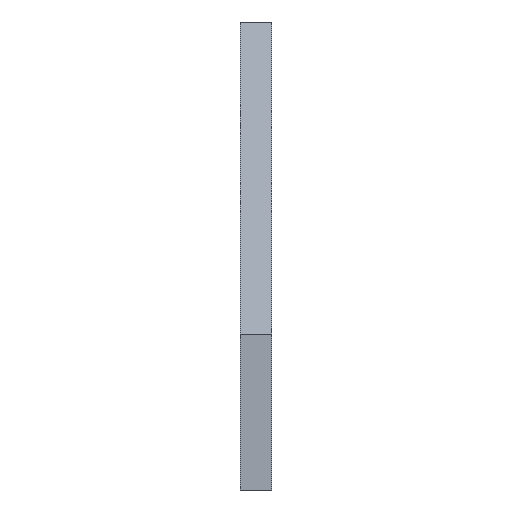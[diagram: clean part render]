
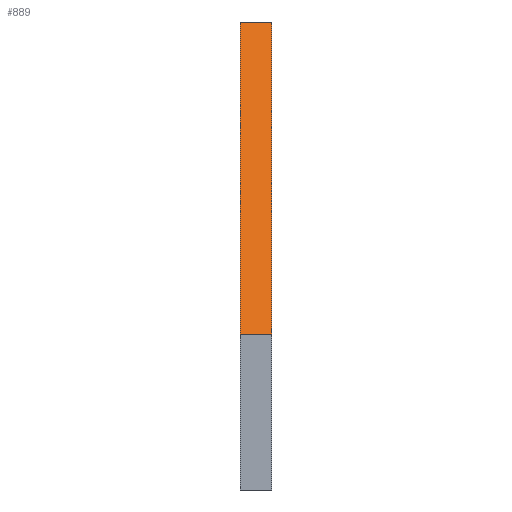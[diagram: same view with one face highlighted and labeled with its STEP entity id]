
A CAD part, left-side view. The second image highlights one B-rep face of the part: STEP entity #889.
In plain terms, the highlighted planar face has unit normal (-0.916, 0, 0.401).
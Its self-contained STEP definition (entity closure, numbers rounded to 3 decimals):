
#140 = PLANE('',#141);
#141 = AXIS2_PLACEMENT_3D('',#142,#143,#144);
#142 = CARTESIAN_POINT('',(0.,0.,25.172));
#143 = DIRECTION('',(0.,-1.,0.));
#144 = DIRECTION('',(0.,0.,-1.));
#192 = PLANE('',#193);
#193 = AXIS2_PLACEMENT_3D('',#194,#195,#196);
#194 = CARTESIAN_POINT('',(0.,-4.,25.172));
#195 = DIRECTION('',(0.,-1.,0.));
#196 = DIRECTION('',(0.,0.,-1.));
#297 = VERTEX_POINT('',#298);
#298 = CARTESIAN_POINT('',(-10.,0.,60.));
#312 = PLANE('',#313);
#313 = AXIS2_PLACEMENT_3D('',#314,#315,#316);
#314 = CARTESIAN_POINT('',(10.,0.,60.));
#315 = DIRECTION('',(0.,0.,-1.));
#316 = DIRECTION('',(-1.,0.,0.));
#324 = EDGE_CURVE('',#297,#325,#327,.T.);
#325 = VERTEX_POINT('',#326);
#326 = CARTESIAN_POINT('',(-27.5,0.,20.));
#327 = SURFACE_CURVE('',#328,(#332,#339),.PCURVE_S1.);
#328 = LINE('',#329,#330);
#329 = CARTESIAN_POINT('',(-10.,0.,60.));
#330 = VECTOR('',#331,1.);
#331 = DIRECTION('',(-0.401,0.,-0.916)
  );
#332 = PCURVE('',#140,#333);
#333 = DEFINITIONAL_REPRESENTATION('',(#334),#338);
#334 = LINE('',#335,#336);
#335 = CARTESIAN_POINT('',(-34.828,-10.));
#336 = VECTOR('',#337,1.);
#337 = DIRECTION('',(0.916,-0.401));
#338 = ( GEOMETRIC_REPRESENTATION_CONTEXT(2) 
PARAMETRIC_REPRESENTATION_CONTEXT() REPRESENTATION_CONTEXT('2D SPACE',''
  ) );
#339 = PCURVE('',#340,#345);
#340 = PLANE('',#341);
#341 = AXIS2_PLACEMENT_3D('',#342,#343,#344);
#342 = CARTESIAN_POINT('',(-10.,0.,60.));
#343 = DIRECTION('',(0.916,0.,-0.401)
  );
#344 = DIRECTION('',(-0.401,0.,-0.916)
  );
#345 = DEFINITIONAL_REPRESENTATION('',(#346),#350);
#346 = LINE('',#347,#348);
#347 = CARTESIAN_POINT('',(0.,0.));
#348 = VECTOR('',#349,1.);
#349 = DIRECTION('',(1.,0.));
#350 = ( GEOMETRIC_REPRESENTATION_CONTEXT(2) 
PARAMETRIC_REPRESENTATION_CONTEXT() REPRESENTATION_CONTEXT('2D SPACE',''
  ) );
#366 = PLANE('',#367);
#367 = AXIS2_PLACEMENT_3D('',#368,#369,#370);
#368 = CARTESIAN_POINT('',(-27.5,0.,20.));
#369 = DIRECTION('',(1.,0.,0.));
#370 = DIRECTION('',(0.,0.,-1.));
#576 = VERTEX_POINT('',#577);
#577 = CARTESIAN_POINT('',(-10.,-4.,60.));
#598 = EDGE_CURVE('',#576,#599,#601,.T.);
#599 = VERTEX_POINT('',#600);
#600 = CARTESIAN_POINT('',(-27.5,-4.,20.));
#601 = SURFACE_CURVE('',#602,(#606,#613),.PCURVE_S1.);
#602 = LINE('',#603,#604);
#603 = CARTESIAN_POINT('',(-10.,-4.,60.));
#604 = VECTOR('',#605,1.);
#605 = DIRECTION('',(-0.401,0.,-0.916)
  );
#606 = PCURVE('',#192,#607);
#607 = DEFINITIONAL_REPRESENTATION('',(#608),#612);
#608 = LINE('',#609,#610);
#609 = CARTESIAN_POINT('',(-34.828,-10.));
#610 = VECTOR('',#611,1.);
#611 = DIRECTION('',(0.916,-0.401));
#612 = ( GEOMETRIC_REPRESENTATION_CONTEXT(2) 
PARAMETRIC_REPRESENTATION_CONTEXT() REPRESENTATION_CONTEXT('2D SPACE',''
  ) );
#613 = PCURVE('',#340,#614);
#614 = DEFINITIONAL_REPRESENTATION('',(#615),#619);
#615 = LINE('',#616,#617);
#616 = CARTESIAN_POINT('',(0.,-4.));
#617 = VECTOR('',#618,1.);
#618 = DIRECTION('',(1.,0.));
#619 = ( GEOMETRIC_REPRESENTATION_CONTEXT(2) 
PARAMETRIC_REPRESENTATION_CONTEXT() REPRESENTATION_CONTEXT('2D SPACE',''
  ) );
#868 = EDGE_CURVE('',#297,#576,#869,.T.);
#869 = SURFACE_CURVE('',#870,(#874,#881),.PCURVE_S1.);
#870 = LINE('',#871,#872);
#871 = CARTESIAN_POINT('',(-10.,0.,60.));
#872 = VECTOR('',#873,1.);
#873 = DIRECTION('',(0.,-1.,0.));
#874 = PCURVE('',#312,#875);
#875 = DEFINITIONAL_REPRESENTATION('',(#876),#880);
#876 = LINE('',#877,#878);
#877 = CARTESIAN_POINT('',(20.,0.));
#878 = VECTOR('',#879,1.);
#879 = DIRECTION('',(0.,-1.));
#880 = ( GEOMETRIC_REPRESENTATION_CONTEXT(2) 
PARAMETRIC_REPRESENTATION_CONTEXT() REPRESENTATION_CONTEXT('2D SPACE',''
  ) );
#881 = PCURVE('',#340,#882);
#882 = DEFINITIONAL_REPRESENTATION('',(#883),#887);
#883 = LINE('',#884,#885);
#884 = CARTESIAN_POINT('',(-0.,0.));
#885 = VECTOR('',#886,1.);
#886 = DIRECTION('',(0.,-1.));
#887 = ( GEOMETRIC_REPRESENTATION_CONTEXT(2) 
PARAMETRIC_REPRESENTATION_CONTEXT() REPRESENTATION_CONTEXT('2D SPACE',''
  ) );
#889 = ADVANCED_FACE('',(#890),#340,.F.);
#890 = FACE_BOUND('',#891,.F.);
#891 = EDGE_LOOP('',(#892,#893,#894,#915));
#892 = ORIENTED_EDGE('',*,*,#868,.T.);
#893 = ORIENTED_EDGE('',*,*,#598,.T.);
#894 = ORIENTED_EDGE('',*,*,#895,.F.);
#895 = EDGE_CURVE('',#325,#599,#896,.T.);
#896 = SURFACE_CURVE('',#897,(#901,#908),.PCURVE_S1.);
#897 = LINE('',#898,#899);
#898 = CARTESIAN_POINT('',(-27.5,0.,20.));
#899 = VECTOR('',#900,1.);
#900 = DIRECTION('',(0.,-1.,0.));
#901 = PCURVE('',#340,#902);
#902 = DEFINITIONAL_REPRESENTATION('',(#903),#907);
#903 = LINE('',#904,#905);
#904 = CARTESIAN_POINT('',(43.661,0.));
#905 = VECTOR('',#906,1.);
#906 = DIRECTION('',(0.,-1.));
#907 = ( GEOMETRIC_REPRESENTATION_CONTEXT(2) 
PARAMETRIC_REPRESENTATION_CONTEXT() REPRESENTATION_CONTEXT('2D SPACE',''
  ) );
#908 = PCURVE('',#366,#909);
#909 = DEFINITIONAL_REPRESENTATION('',(#910),#914);
#910 = LINE('',#911,#912);
#911 = CARTESIAN_POINT('',(0.,0.));
#912 = VECTOR('',#913,1.);
#913 = DIRECTION('',(0.,-1.));
#914 = ( GEOMETRIC_REPRESENTATION_CONTEXT(2) 
PARAMETRIC_REPRESENTATION_CONTEXT() REPRESENTATION_CONTEXT('2D SPACE',''
  ) );
#915 = ORIENTED_EDGE('',*,*,#324,.F.);
